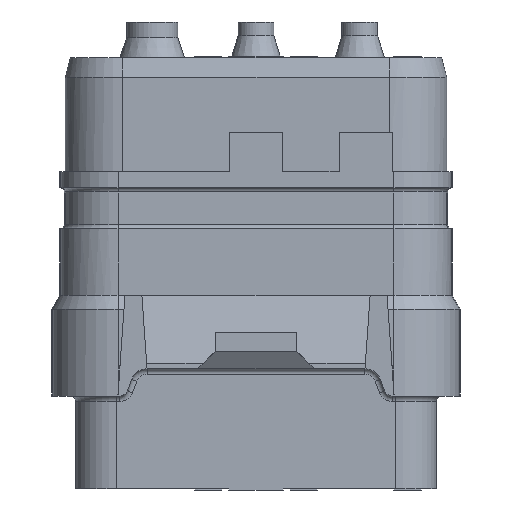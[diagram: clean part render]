
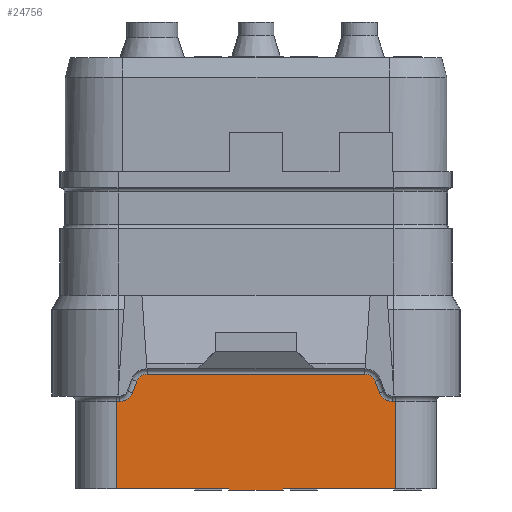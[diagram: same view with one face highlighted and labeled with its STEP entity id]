
A CAD part, front view. The second image highlights one B-rep face of the part: STEP entity #24756.
In plain terms, the highlighted planar face has unit normal (0, -1, 0).
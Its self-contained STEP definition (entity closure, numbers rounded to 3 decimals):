
#2504=DIRECTION('',(1.,0.,0.));
#2505=VECTOR('',#2504,4.125);
#2506=CARTESIAN_POINT('',(1.,-5.725,-11.63));
#2507=LINE('',#2506,#2505);
#2540=DIRECTION('',(1.,0.,0.));
#2541=VECTOR('',#2540,4.125);
#2542=CARTESIAN_POINT('',(-5.125,-5.725,-11.63));
#2543=LINE('',#2542,#2541);
#3690=DIRECTION('',(0.,0.,-1.));
#3691=VECTOR('',#3690,0.05);
#3692=CARTESIAN_POINT('',(-1.,-5.725,-11.63));
#3693=LINE('',#3692,#3691);
#3694=DIRECTION('',(0.,0.,-1.));
#3695=VECTOR('',#3694,0.05);
#3696=CARTESIAN_POINT('',(1.,-5.725,-11.63));
#3697=LINE('',#3696,#3695);
#3698=DIRECTION('',(0.,0.,1.));
#3699=VECTOR('',#3698,3.2);
#3700=CARTESIAN_POINT('',(-5.125,-5.725,-11.63));
#3701=LINE('',#3700,#3699);
#3702=DIRECTION('',(-1.,0.,0.));
#3703=VECTOR('',#3702,0.125);
#3704=CARTESIAN_POINT('',(-5.,-5.725,-8.43));
#3705=LINE('',#3704,#3703);
#3706=CARTESIAN_POINT('',(-5.,-5.725,-7.93));
#3707=DIRECTION('',(0.,1.,0.));
#3708=DIRECTION('',(0.935,0.,-0.354));
#3709=AXIS2_PLACEMENT_3D('',#3706,#3707,#3708);
#3711=DIRECTION('',(-0.354,0.,-0.935));
#3712=VECTOR('',#3711,0.447);
#3713=CARTESIAN_POINT('',(-4.374,-5.725,-7.689));
#3714=LINE('',#3713,#3712);
#3715=CARTESIAN_POINT('',(-4.,-5.725,-7.83));
#3716=DIRECTION('',(0.,-1.,0.));
#3717=DIRECTION('',(0.,0.,1.));
#3718=AXIS2_PLACEMENT_3D('',#3715,#3716,#3717);
#3720=DIRECTION('',(-1.,0.,0.));
#3721=VECTOR('',#3720,8.);
#3722=CARTESIAN_POINT('',(4.,-5.725,-7.43));
#3723=LINE('',#3722,#3721);
#3724=CARTESIAN_POINT('',(4.,-5.725,-7.83));
#3725=DIRECTION('',(0.,-1.,0.));
#3726=DIRECTION('',(0.935,0.,0.354));
#3727=AXIS2_PLACEMENT_3D('',#3724,#3725,#3726);
#3729=DIRECTION('',(-0.354,0.,0.935));
#3730=VECTOR('',#3729,0.447);
#3731=CARTESIAN_POINT('',(4.532,-5.725,-8.107));
#3732=LINE('',#3731,#3730);
#3733=CARTESIAN_POINT('',(5.,-5.725,-7.93));
#3734=DIRECTION('',(0.,1.,0.));
#3735=DIRECTION('',(0.,0.,-1.));
#3736=AXIS2_PLACEMENT_3D('',#3733,#3734,#3735);
#3738=DIRECTION('',(-1.,0.,0.));
#3739=VECTOR('',#3738,0.125);
#3740=CARTESIAN_POINT('',(5.125,-5.725,-8.43));
#3741=LINE('',#3740,#3739);
#3750=DIRECTION('',(-1.,0.,0.));
#3751=VECTOR('',#3750,2.);
#3752=CARTESIAN_POINT('',(1.,-5.725,-11.68));
#3753=LINE('',#3752,#3751);
#4495=DIRECTION('',(0.,0.,1.));
#4496=VECTOR('',#4495,3.2);
#4497=CARTESIAN_POINT('',(5.125,-5.725,-11.63));
#4498=LINE('',#4497,#4496);
#18405=CARTESIAN_POINT('',(5.125,-5.725,-11.63));
#18406=VERTEX_POINT('',#18405);
#18407=CARTESIAN_POINT('',(-5.125,-5.725,-11.63));
#18408=VERTEX_POINT('',#18407);
#18417=CARTESIAN_POINT('',(-5.,-5.725,-8.43));
#18418=CARTESIAN_POINT('',(-5.125,-5.725,-8.43));
#18419=VERTEX_POINT('',#18417);
#18420=VERTEX_POINT('',#18418);
#18423=CARTESIAN_POINT('',(-4.532,-5.725,-8.107));
#18424=VERTEX_POINT('',#18423);
#18427=CARTESIAN_POINT('',(-4.374,-5.725,-7.689));
#18428=VERTEX_POINT('',#18427);
#18431=CARTESIAN_POINT('',(-4.,-5.725,-7.43));
#18432=VERTEX_POINT('',#18431);
#18435=CARTESIAN_POINT('',(4.,-5.725,-7.43));
#18436=VERTEX_POINT('',#18435);
#18439=CARTESIAN_POINT('',(4.374,-5.725,-7.689));
#18440=VERTEX_POINT('',#18439);
#18443=CARTESIAN_POINT('',(4.532,-5.725,-8.107));
#18444=VERTEX_POINT('',#18443);
#18447=CARTESIAN_POINT('',(5.,-5.725,-8.43));
#18448=VERTEX_POINT('',#18447);
#18451=CARTESIAN_POINT('',(5.125,-5.725,-8.43));
#18452=VERTEX_POINT('',#18451);
#20549=CARTESIAN_POINT('',(1.,-5.725,-11.68));
#20550=CARTESIAN_POINT('',(-1.,-5.725,-11.68));
#20551=VERTEX_POINT('',#20549);
#20552=VERTEX_POINT('',#20550);
#21235=CARTESIAN_POINT('',(-1.,-5.725,-11.63));
#21237=VERTEX_POINT('',#21235);
#21241=CARTESIAN_POINT('',(1.,-5.725,-11.63));
#21242=VERTEX_POINT('',#21241);
#24720=CARTESIAN_POINT('',(-5.125,-5.725,-11.63));
#24721=DIRECTION('',(0.,1.,0.));
#24722=DIRECTION('',(1.,0.,0.));
#24723=AXIS2_PLACEMENT_3D('',#24720,#24721,#24722);
#24724=PLANE('',#24723);
#24725=ORIENTED_EDGE('',*,*,#24085,.F.);
#24727=ORIENTED_EDGE('',*,*,#24726,.T.);
#24729=ORIENTED_EDGE('',*,*,#24728,.T.);
#24730=ORIENTED_EDGE('',*,*,#24711,.F.);
#24731=ORIENTED_EDGE('',*,*,#24101,.F.);
#24733=ORIENTED_EDGE('',*,*,#24732,.T.);
#24735=ORIENTED_EDGE('',*,*,#24734,.F.);
#24737=ORIENTED_EDGE('',*,*,#24736,.F.);
#24739=ORIENTED_EDGE('',*,*,#24738,.F.);
#24741=ORIENTED_EDGE('',*,*,#24740,.F.);
#24743=ORIENTED_EDGE('',*,*,#24742,.F.);
#24745=ORIENTED_EDGE('',*,*,#24744,.F.);
#24747=ORIENTED_EDGE('',*,*,#24746,.F.);
#24749=ORIENTED_EDGE('',*,*,#24748,.F.);
#24751=ORIENTED_EDGE('',*,*,#24750,.F.);
#24753=ORIENTED_EDGE('',*,*,#24752,.F.);
#24754=EDGE_LOOP('',(#24725,#24727,#24729,#24730,#24731,#24733,#24735,#24737,
#24739,#24741,#24743,#24745,#24747,#24749,#24751,#24753));
#24755=FACE_OUTER_BOUND('',#24754,.F.);
#24756=ADVANCED_FACE('',(#24755),#24724,.F.);
#3710=CIRCLE('',#3709,0.5);
#3719=CIRCLE('',#3718,0.4);
#3728=CIRCLE('',#3727,0.4);
#3737=CIRCLE('',#3736,0.5);
#24085=EDGE_CURVE('',#21242,#18406,#2507,.T.);
#24101=EDGE_CURVE('',#18408,#21237,#2543,.T.);
#24711=EDGE_CURVE('',#21237,#20552,#3693,.T.);
#24726=EDGE_CURVE('',#21242,#20551,#3697,.T.);
#24728=EDGE_CURVE('',#20551,#20552,#3753,.T.);
#24732=EDGE_CURVE('',#18408,#18420,#3701,.T.);
#24734=EDGE_CURVE('',#18419,#18420,#3705,.T.);
#24736=EDGE_CURVE('',#18424,#18419,#3710,.T.);
#24738=EDGE_CURVE('',#18428,#18424,#3714,.T.);
#24740=EDGE_CURVE('',#18432,#18428,#3719,.T.);
#24742=EDGE_CURVE('',#18436,#18432,#3723,.T.);
#24744=EDGE_CURVE('',#18440,#18436,#3728,.T.);
#24746=EDGE_CURVE('',#18444,#18440,#3732,.T.);
#24748=EDGE_CURVE('',#18448,#18444,#3737,.T.);
#24750=EDGE_CURVE('',#18452,#18448,#3741,.T.);
#24752=EDGE_CURVE('',#18406,#18452,#4498,.T.);
